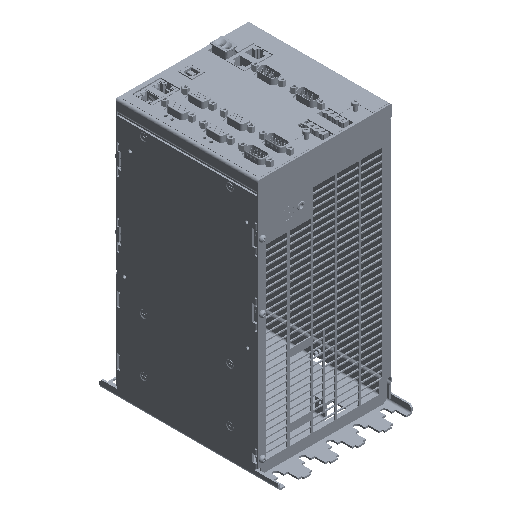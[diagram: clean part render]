
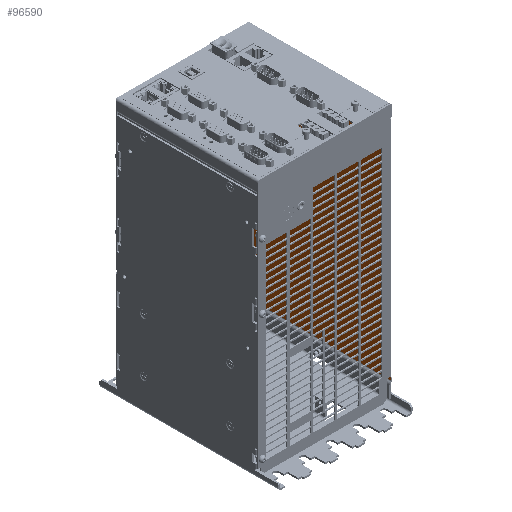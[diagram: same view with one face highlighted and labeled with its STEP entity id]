
A CAD part, isometric view. The second image highlights one B-rep face of the part: STEP entity #96590.
In plain terms, the highlighted planar face has unit normal (-1, 0, 0).
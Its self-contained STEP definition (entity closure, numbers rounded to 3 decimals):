
#928=DIRECTION('',(0.,0.,-1.));
#929=VECTOR('',#928,10.);
#930=CARTESIAN_POINT('',(123.5,-17.,238.));
#931=LINE('',#930,#929);
#936=DIRECTION('',(0.,1.,0.));
#937=VECTOR('',#936,2.);
#938=CARTESIAN_POINT('',(123.5,-18.,73.8));
#939=LINE('',#938,#937);
#2710=DIRECTION('',(0.,0.,-1.));
#2711=VECTOR('',#2710,14.2);
#2712=CARTESIAN_POINT('',(123.5,-16.,100.));
#2713=LINE('',#2712,#2711);
#2726=DIRECTION('',(0.,0.,-1.));
#2727=VECTOR('',#2726,38.);
#2728=CARTESIAN_POINT('',(123.5,-16.,73.8));
#2729=LINE('',#2728,#2727);
#2742=DIRECTION('',(0.,0.,-1.));
#2743=VECTOR('',#2742,5.972);
#2744=CARTESIAN_POINT('',(123.5,-16.,23.8));
#2745=LINE('',#2744,#2743);
#12328=DIRECTION('',(0.,-1.,0.));
#12329=VECTOR('',#12328,1.);
#12330=CARTESIAN_POINT('',(123.5,-17.,101.));
#12331=LINE('',#12330,#12329);
#12345=DIRECTION('',(0.,0.,1.));
#12346=VECTOR('',#12345,127.);
#12347=CARTESIAN_POINT('',(123.5,-17.,101.));
#12348=LINE('',#12347,#12346);
#12427=DIRECTION('',(0.,0.,1.));
#12428=VECTOR('',#12427,1.);
#12429=CARTESIAN_POINT('',(123.5,-145.,20.));
#12430=LINE('',#12429,#12428);
#12431=DIRECTION('',(0.,1.,0.));
#12432=VECTOR('',#12431,2.);
#12433=CARTESIAN_POINT('',(123.5,-147.,20.));
#12434=LINE('',#12433,#12432);
#12435=DIRECTION('',(0.,0.,1.));
#12436=VECTOR('',#12435,2.172);
#12437=CARTESIAN_POINT('',(123.5,-147.,17.828));
#12438=LINE('',#12437,#12436);
#12439=DIRECTION('',(0.,1.,0.));
#12440=VECTOR('',#12439,2.);
#12441=CARTESIAN_POINT('',(123.5,-18.,23.8));
#12442=LINE('',#12441,#12440);
#12443=DIRECTION('',(0.,0.,-1.));
#12444=VECTOR('',#12443,1.);
#12445=CARTESIAN_POINT('',(123.5,-18.,24.8));
#12446=LINE('',#12445,#12444);
#12447=DIRECTION('',(0.,0.,-1.));
#12448=VECTOR('',#12447,1.);
#12449=CARTESIAN_POINT('',(123.5,-18.,35.8));
#12450=LINE('',#12449,#12448);
#12451=DIRECTION('',(0.,-1.,0.));
#12452=VECTOR('',#12451,2.);
#12453=CARTESIAN_POINT('',(123.5,-16.,35.8));
#12454=LINE('',#12453,#12452);
#12463=DIRECTION('',(0.,1.,0.));
#12464=VECTOR('',#12463,2.);
#12465=CARTESIAN_POINT('',(123.5,-18.,100.));
#12466=LINE('',#12465,#12464);
#12495=DIRECTION('',(0.,0.,-1.));
#12496=VECTOR('',#12495,1.);
#12497=CARTESIAN_POINT('',(123.5,-18.,101.));
#12498=LINE('',#12497,#12496);
#12507=DIRECTION('',(0.,-1.,0.));
#12508=VECTOR('',#12507,128.);
#12509=CARTESIAN_POINT('',(123.5,-17.,238.));
#12510=LINE('',#12509,#12508);
#13952=DIRECTION('',(0.,0.,1.));
#13953=VECTOR('',#13952,10.);
#13954=CARTESIAN_POINT('',(123.5,-145.,228.));
#13955=LINE('',#13954,#13953);
#14017=DIRECTION('',(0.,0.,-1.));
#14018=VECTOR('',#14017,207.);
#14019=CARTESIAN_POINT('',(123.5,-145.,228.));
#14020=LINE('',#14019,#14018);
#33077=DIRECTION('',(0.,1.,0.));
#33078=VECTOR('',#33077,131.);
#33079=CARTESIAN_POINT('',(123.5,-147.,17.828));
#33080=LINE('',#33079,#33078);
#58446=DIRECTION('',(0.,0.,1.));
#58447=VECTOR('',#58446,10.);
#58448=CARTESIAN_POINT('',(123.5,-18.,24.8));
#58449=LINE('',#58448,#58447);
#58604=DIRECTION('',(0.,0.,-1.));
#58605=VECTOR('',#58604,1.);
#58606=CARTESIAN_POINT('',(123.5,-18.,74.8));
#58607=LINE('',#58606,#58605);
#58648=DIRECTION('',(0.,0.,1.));
#58649=VECTOR('',#58648,10.);
#58650=CARTESIAN_POINT('',(123.5,-18.,74.8));
#58651=LINE('',#58650,#58649);
#58790=DIRECTION('',(0.,0.,-1.));
#58791=VECTOR('',#58790,1.);
#58792=CARTESIAN_POINT('',(123.5,-18.,85.8));
#58793=LINE('',#58792,#58791);
#58798=DIRECTION('',(0.,-1.,0.));
#58799=VECTOR('',#58798,2.);
#58800=CARTESIAN_POINT('',(123.5,-16.,85.8));
#58801=LINE('',#58800,#58799);
#63357=CARTESIAN_POINT('',(123.5,-17.,228.));
#63358=VERTEX_POINT('',#63357);
#63363=CARTESIAN_POINT('',(123.5,-18.,101.));
#63364=CARTESIAN_POINT('',(123.5,-18.,100.));
#63365=VERTEX_POINT('',#63363);
#63366=VERTEX_POINT('',#63364);
#69961=CARTESIAN_POINT('',(123.5,-145.,21.));
#69962=VERTEX_POINT('',#69961);
#69965=CARTESIAN_POINT('',(123.5,-145.,20.));
#69966=VERTEX_POINT('',#69965);
#69967=CARTESIAN_POINT('',(123.5,-147.,20.));
#69968=VERTEX_POINT('',#69967);
#69969=CARTESIAN_POINT('',(123.5,-147.,17.828));
#69970=VERTEX_POINT('',#69969);
#69975=CARTESIAN_POINT('',(123.5,-18.,23.8));
#69976=VERTEX_POINT('',#69975);
#69977=CARTESIAN_POINT('',(123.5,-18.,24.8));
#69978=VERTEX_POINT('',#69977);
#69981=CARTESIAN_POINT('',(123.5,-18.,34.8));
#69982=VERTEX_POINT('',#69981);
#69985=CARTESIAN_POINT('',(123.5,-18.,35.8));
#69986=VERTEX_POINT('',#69985);
#69987=CARTESIAN_POINT('',(123.5,-17.,101.));
#69988=VERTEX_POINT('',#69987);
#69989=CARTESIAN_POINT('',(123.5,-17.,238.));
#69990=VERTEX_POINT('',#69989);
#69991=CARTESIAN_POINT('',(123.5,-145.,238.));
#69992=VERTEX_POINT('',#69991);
#69993=CARTESIAN_POINT('',(123.5,-145.,228.));
#69994=VERTEX_POINT('',#69993);
#69995=CARTESIAN_POINT('',(123.5,-18.,74.8));
#69996=CARTESIAN_POINT('',(123.5,-18.,73.8));
#69997=VERTEX_POINT('',#69995);
#69998=VERTEX_POINT('',#69996);
#69999=CARTESIAN_POINT('',(123.5,-18.,84.8));
#70000=VERTEX_POINT('',#69999);
#70001=CARTESIAN_POINT('',(123.5,-18.,85.8));
#70002=VERTEX_POINT('',#70001);
#78848=CARTESIAN_POINT('',(123.5,-16.,23.8));
#78850=VERTEX_POINT('',#78848);
#78856=CARTESIAN_POINT('',(123.5,-16.,35.8));
#78858=VERTEX_POINT('',#78856);
#78859=CARTESIAN_POINT('',(123.5,-16.,100.));
#78860=CARTESIAN_POINT('',(123.5,-16.,85.8));
#78861=VERTEX_POINT('',#78859);
#78862=VERTEX_POINT('',#78860);
#78863=CARTESIAN_POINT('',(123.5,-16.,73.8));
#78864=VERTEX_POINT('',#78863);
#78865=CARTESIAN_POINT('',(123.5,-16.,17.828));
#78866=VERTEX_POINT('',#78865);
#96540=CARTESIAN_POINT('',(123.5,-81.5,127.914));
#96541=DIRECTION('',(1.,0.,0.));
#96542=DIRECTION('',(0.,0.,1.));
#96543=AXIS2_PLACEMENT_3D('',#96540,#96541,#96542);
#96544=PLANE('',#96543);
#96545=ORIENTED_EDGE('',*,*,#81454,.F.);
#96547=ORIENTED_EDGE('',*,*,#96546,.F.);
#96549=ORIENTED_EDGE('',*,*,#96548,.F.);
#96550=ORIENTED_EDGE('',*,*,#96411,.F.);
#96551=ORIENTED_EDGE('',*,*,#96431,.T.);
#96552=ORIENTED_EDGE('',*,*,#81147,.F.);
#96554=ORIENTED_EDGE('',*,*,#96553,.T.);
#96556=ORIENTED_EDGE('',*,*,#96555,.F.);
#96558=ORIENTED_EDGE('',*,*,#96557,.T.);
#96560=ORIENTED_EDGE('',*,*,#96559,.F.);
#96562=ORIENTED_EDGE('',*,*,#96561,.F.);
#96564=ORIENTED_EDGE('',*,*,#96563,.F.);
#96566=ORIENTED_EDGE('',*,*,#96565,.T.);
#96567=ORIENTED_EDGE('',*,*,#81467,.F.);
#96569=ORIENTED_EDGE('',*,*,#96568,.F.);
#96571=ORIENTED_EDGE('',*,*,#96570,.F.);
#96573=ORIENTED_EDGE('',*,*,#96572,.T.);
#96575=ORIENTED_EDGE('',*,*,#96574,.F.);
#96577=ORIENTED_EDGE('',*,*,#96576,.F.);
#96578=ORIENTED_EDGE('',*,*,#81460,.F.);
#96579=ORIENTED_EDGE('',*,*,#81232,.F.);
#96581=ORIENTED_EDGE('',*,*,#96580,.F.);
#96583=ORIENTED_EDGE('',*,*,#96582,.T.);
#96585=ORIENTED_EDGE('',*,*,#96584,.F.);
#96587=ORIENTED_EDGE('',*,*,#96586,.F.);
#96588=EDGE_LOOP('',(#96545,#96547,#96549,#96550,#96551,#96552,#96554,#96556,
#96558,#96560,#96562,#96564,#96566,#96567,#96569,#96571,#96573,#96575,#96577,
#96578,#96579,#96581,#96583,#96585,#96587));
#96589=FACE_OUTER_BOUND('',#96588,.F.);
#96590=ADVANCED_FACE('',(#96589),#96544,.F.);
#81147=EDGE_CURVE('',#69990,#63358,#931,.T.);
#81232=EDGE_CURVE('',#69998,#78864,#939,.T.);
#81454=EDGE_CURVE('',#78861,#78862,#2713,.T.);
#81460=EDGE_CURVE('',#78864,#78858,#2729,.T.);
#81467=EDGE_CURVE('',#78850,#78866,#2745,.T.);
#96411=EDGE_CURVE('',#69988,#63365,#12331,.T.);
#96431=EDGE_CURVE('',#69988,#63358,#12348,.T.);
#96546=EDGE_CURVE('',#63366,#78861,#12466,.T.);
#96548=EDGE_CURVE('',#63365,#63366,#12498,.T.);
#96553=EDGE_CURVE('',#69990,#69992,#12510,.T.);
#96555=EDGE_CURVE('',#69994,#69992,#13955,.T.);
#96557=EDGE_CURVE('',#69994,#69962,#14020,.T.);
#96559=EDGE_CURVE('',#69966,#69962,#12430,.T.);
#96561=EDGE_CURVE('',#69968,#69966,#12434,.T.);
#96563=EDGE_CURVE('',#69970,#69968,#12438,.T.);
#96565=EDGE_CURVE('',#69970,#78866,#33080,.T.);
#96568=EDGE_CURVE('',#69976,#78850,#12442,.T.);
#96570=EDGE_CURVE('',#69978,#69976,#12446,.T.);
#96572=EDGE_CURVE('',#69978,#69982,#58449,.T.);
#96574=EDGE_CURVE('',#69986,#69982,#12450,.T.);
#96576=EDGE_CURVE('',#78858,#69986,#12454,.T.);
#96580=EDGE_CURVE('',#69997,#69998,#58607,.T.);
#96582=EDGE_CURVE('',#69997,#70000,#58651,.T.);
#96584=EDGE_CURVE('',#70002,#70000,#58793,.T.);
#96586=EDGE_CURVE('',#78862,#70002,#58801,.T.);
